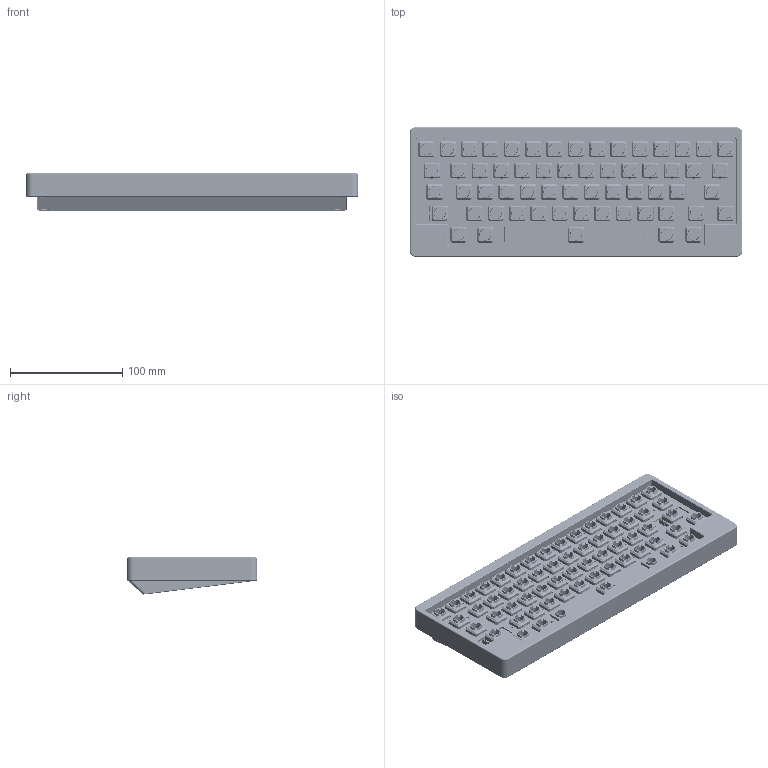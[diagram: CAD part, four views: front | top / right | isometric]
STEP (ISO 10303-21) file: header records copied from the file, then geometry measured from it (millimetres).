
FILE_DESCRIPTION(/* description */ (''),/* implementation_level */ '2;1');
FILE_NAME(/* name */ 'Assembly_HHKB_7U.step',/* time_stamp */ '2022-08-27T14:31:32+02:00',/* author */ (''),/* organization */ (''),/* preprocessor_version */ 'ST-DEVELOPER v19',/* originating_system */ 'Autodesk Translation Framework v11.7.0.108',/* authorisation */ '');
FILE_SCHEMA (('AUTOMOTIVE_DESIGN { 1 0 10303 214 3 1 1 }'));
Length unit declared in the file: millimetre
Products named in the file (76): Assembly_HHKB_7U; Bot (No weight) v3; EC60_HHKB_7U_Plate v1; Topre_Housing; Topre_Housing_1; Topre_Housing_2; Topre_Housing_3; Topre_Housing_4; Topre_Housing_5; Topre_Housing_6; Topre_Housing_7; Topre_Housing_8; Topre_Housing_9; Topre_Housing_10; Topre_Housing_11; Topre_Housing_12; Topre_Housing_13; Topre_Housing_14; Topre_Housing_15; Topre_Housing_16; Topre_Housing_17; Topre_Housing_18; Topre_Housing_19; Topre_Housing_20; Topre_Housing_21; Topre_Housing_22; Topre_Housing_23; Topre_Housing_24; Topre_Housing_25; Topre_Housing_26; Topre_Housing_27; Topre_Housing_28; Topre_Housing_29; Topre_Housing_30; Topre_Housing_31; Topre_Housing_32; Topre_Housing_33; Topre_Housing_34; Topre_Housing_35; Topre_Housing_36 ...
Assembly tree (136 placements, depth 4):
  Assembly_HHKB_7U
    Bot (No weight) v3
    EC60_HHKB_7U_Plate v1
      Topre_Housing
        SOLID
      Topre_Housing_1
        SOLID
      Topre_Housing_2
        SOLID
      Topre_Housing_3
        SOLID
      Topre_Housing_4
        SOLID
      Topre_Housing_5
        SOLID
      Topre_Housing_6
        SOLID
      Topre_Housing_7
        SOLID
      Topre_Housing_8
        SOLID
      Topre_Housing_9
        SOLID
      Topre_Housing_10
        SOLID
      Topre_Housing_11
        SOLID
      Topre_Housing_12
        SOLID
      Topre_Housing_13
        SOLID
      Topre_Housing_14
        SOLID
      Topre_Housing_15
        SOLID
      Topre_Housing_16
        SOLID
      Topre_Housing_17
        SOLID
      Topre_Housing_18
        SOLID
      Topre_Housing_19
        SOLID
      Topre_Housing_20
        SOLID
      Topre_Housing_21
        SOLID
      Topre_Housing_22
        SOLID
      Topre_Housing_23
        SOLID
      Topre_Housing_24
        SOLID
      Topre_Housing_25
        SOLID
      Topre_Housing_26
        SOLID
      Topre_Housing_27
        SOLID
      Topre_Housing_28
Bounding box: 296.25 x 115.75 x 33.18 mm (x, y, z)
Volume: 508674.6 mm3; surface area: 314059.3 mm2
Topology: 75 solids, 75 shells, 15601 faces, 40965 edges, 25306 vertices
Faces by surface type: plane 7049, cylinder 5666, torus 1056, sphere 960, bspline 724, cone 146
Full cylindrical faces by diameter (mm): 0.5 x2, 0.65 x2, 1 x2, 2.075 x10, 2.2 x56, 2.5 x10, 5 x4, 8 x6, 8.5 x60, 10 x2
Entity records: 58671 total; most frequent: CARTESIAN_POINT 10940, DIRECTION 9581, ORIENTED_EDGE 9560, EDGE_CURVE 4780, LINE 3765, VECTOR 3765, VERTEX_POINT 3091, AXIS2_PLACEMENT_3D 2908
